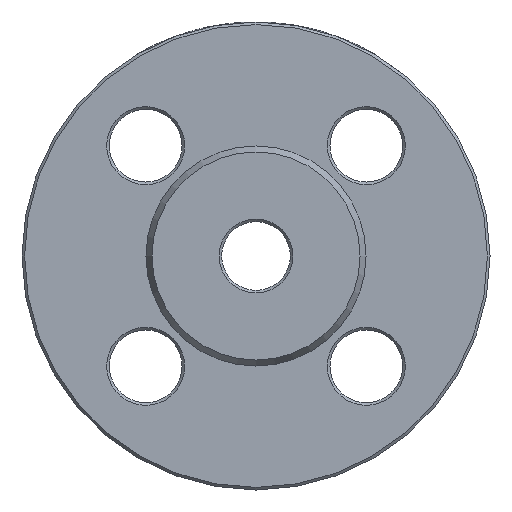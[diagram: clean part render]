
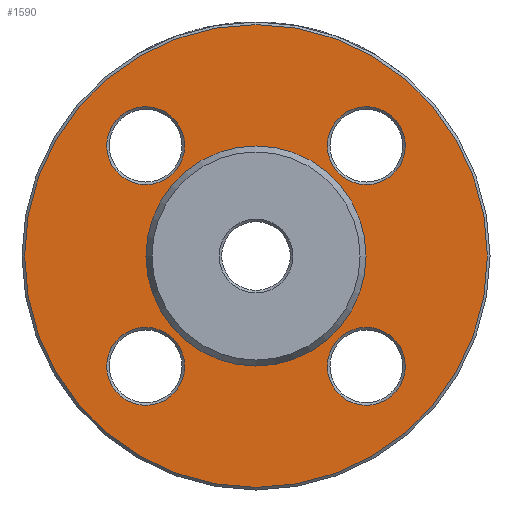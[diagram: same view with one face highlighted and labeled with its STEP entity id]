
A CAD part, left-side view. The second image highlights one B-rep face of the part: STEP entity #1590.
In plain terms, the highlighted planar face has unit normal (-1, 0, 0).
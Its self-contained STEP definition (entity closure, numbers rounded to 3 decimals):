
#91 = DIRECTION ( 'NONE',  ( 0., -1., 0. ) ) ;
#94 = CARTESIAN_POINT ( 'NONE',  ( 2., 21.213, -28.713 ) ) ;
#350 = CARTESIAN_POINT ( 'NONE',  ( 2., 21.213, 21.213 ) ) ;
#433 = CARTESIAN_POINT ( 'NONE',  ( 2., 0., 0. ) ) ;
#535 = CARTESIAN_POINT ( 'NONE',  ( 2., 0., 0. ) ) ;
#554 = DIRECTION ( 'NONE',  ( -1., 0., 0. ) ) ;
#619 = AXIS2_PLACEMENT_3D ( 'NONE', #350, #2606, #898 ) ;
#885 = CIRCLE ( 'NONE', #3524, 7.5 ) ;
#898 = DIRECTION ( 'NONE',  ( 0., 1., 0. ) ) ;
#919 = EDGE_CURVE ( 'NONE', #4017, #4017, #3852, .T. ) ;
#952 = CARTESIAN_POINT ( 'NONE',  ( 2., 0., -44.5 ) ) ;
#1010 = CARTESIAN_POINT ( 'NONE',  ( 2., 28.713, 21.213 ) ) ;
#1108 = EDGE_LOOP ( 'NONE', ( #1291 ) ) ;
#1174 = EDGE_CURVE ( 'NONE', #4046, #4046, #2420, .T. ) ;
#1291 = ORIENTED_EDGE ( 'NONE', *, *, #2451, .T. ) ;
#1479 = ORIENTED_EDGE ( 'NONE', *, *, #4362, .T. ) ;
#1496 = CARTESIAN_POINT ( 'NONE',  ( 2., 21.155, 0. ) ) ;
#1529 = DIRECTION ( 'NONE',  ( 1., 0., 0. ) ) ;
#1590 = ADVANCED_FACE ( 'NONE', ( #2021, #4075, #4045, #3650, #5393, #3733 ), #4098, .F. ) ;
#1660 = DIRECTION ( 'NONE',  ( 1., 0., 0. ) ) ;
#1676 = DIRECTION ( 'NONE',  ( -1., 0., 0. ) ) ;
#2021 = FACE_BOUND ( 'NONE', #2087, .T. ) ;
#2087 = EDGE_LOOP ( 'NONE', ( #3472 ) ) ;
#2263 = CARTESIAN_POINT ( 'NONE',  ( 2., -21.213, -21.213 ) ) ;
#2296 = CARTESIAN_POINT ( 'NONE',  ( 2., -28.713, -21.213 ) ) ;
#2420 = CIRCLE ( 'NONE', #2788, 44.5 ) ;
#2446 = EDGE_LOOP ( 'NONE', ( #1479 ) ) ;
#2451 = EDGE_CURVE ( 'NONE', #2781, #2781, #3694, .T. ) ;
#2505 = ORIENTED_EDGE ( 'NONE', *, *, #3079, .F. ) ;
#2606 = DIRECTION ( 'NONE',  ( 1., 0., 0. ) ) ;
#2631 = DIRECTION ( 'NONE',  ( 0., 0., 1. ) ) ;
#2746 = DIRECTION ( 'NONE',  ( 0., 0., -1. ) ) ;
#2781 = VERTEX_POINT ( 'NONE', #3192 ) ;
#2788 = AXIS2_PLACEMENT_3D ( 'NONE', #535, #1676, #4288 ) ;
#2815 = VERTEX_POINT ( 'NONE', #2296 ) ;
#2844 = DIRECTION ( 'NONE',  ( 0., 0., -1. ) ) ;
#3079 = EDGE_CURVE ( 'NONE', #5422, #5422, #4791, .T. ) ;
#3192 = CARTESIAN_POINT ( 'NONE',  ( 2., -21.213, 28.713 ) ) ;
#3468 = ORIENTED_EDGE ( 'NONE', *, *, #1174, .T. ) ;
#3472 = ORIENTED_EDGE ( 'NONE', *, *, #3795, .T. ) ;
#3524 = AXIS2_PLACEMENT_3D ( 'NONE', #2263, #3988, #91 ) ;
#3609 = AXIS2_PLACEMENT_3D ( 'NONE', #433, #554, #2631 ) ;
#3650 = FACE_BOUND ( 'NONE', #5133, .T. ) ;
#3694 = CIRCLE ( 'NONE', #4508, 7.5 ) ;
#3733 = FACE_BOUND ( 'NONE', #4315, .T. ) ;
#3795 = EDGE_CURVE ( 'NONE', #2815, #2815, #885, .T. ) ;
#3815 = CARTESIAN_POINT ( 'NONE',  ( 2., -21.213, 21.213 ) ) ;
#3852 = CIRCLE ( 'NONE', #5039, 7.5 ) ;
#3882 = CIRCLE ( 'NONE', #619, 7.5 ) ;
#3988 = DIRECTION ( 'NONE',  ( 1., 0., 0. ) ) ;
#4017 = VERTEX_POINT ( 'NONE', #94 ) ;
#4045 = FACE_BOUND ( 'NONE', #2446, .T. ) ;
#4046 = VERTEX_POINT ( 'NONE', #952 ) ;
#4067 = DIRECTION ( 'NONE',  ( 1., 0., 0. ) ) ;
#4075 = FACE_BOUND ( 'NONE', #1108, .T. ) ;
#4098 = PLANE ( 'NONE',  #4773 ) ;
#4288 = DIRECTION ( 'NONE',  ( 0., 0., -1. ) ) ;
#4315 = EDGE_LOOP ( 'NONE', ( #2505 ) ) ;
#4362 = EDGE_CURVE ( 'NONE', #5394, #5394, #3882, .T. ) ;
#4417 = CARTESIAN_POINT ( 'NONE',  ( 2., 0., 21.155 ) ) ;
#4441 = CARTESIAN_POINT ( 'NONE',  ( 2., 21.213, -21.213 ) ) ;
#4508 = AXIS2_PLACEMENT_3D ( 'NONE', #3815, #1660, #5091 ) ;
#4773 = AXIS2_PLACEMENT_3D ( 'NONE', #1496, #1529, #2844 ) ;
#4791 = CIRCLE ( 'NONE', #3609, 21.155 ) ;
#4860 = EDGE_LOOP ( 'NONE', ( #3468 ) ) ;
#4892 = ORIENTED_EDGE ( 'NONE', *, *, #919, .T. ) ;
#5039 = AXIS2_PLACEMENT_3D ( 'NONE', #4441, #4067, #2746 ) ;
#5091 = DIRECTION ( 'NONE',  ( 0., 0., 1. ) ) ;
#5133 = EDGE_LOOP ( 'NONE', ( #4892 ) ) ;
#5393 = FACE_OUTER_BOUND ( 'NONE', #4860, .T. ) ;
#5394 = VERTEX_POINT ( 'NONE', #1010 ) ;
#5422 = VERTEX_POINT ( 'NONE', #4417 ) ;
